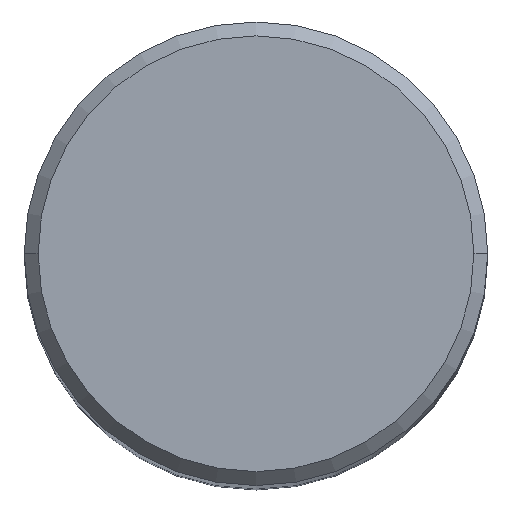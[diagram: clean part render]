
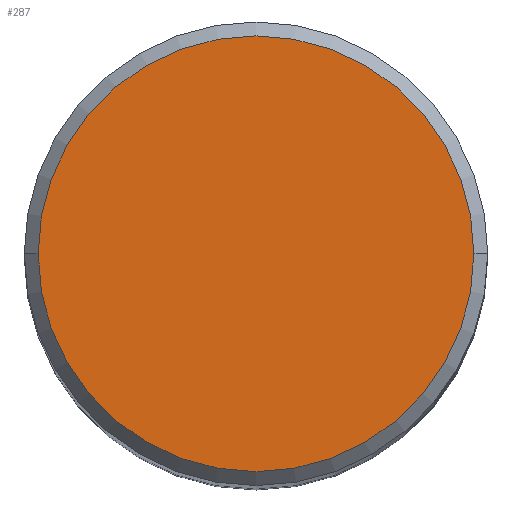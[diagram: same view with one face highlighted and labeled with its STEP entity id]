
A CAD part, top view. The second image highlights one B-rep face of the part: STEP entity #287.
In plain terms, the highlighted planar face has unit normal (0, 0, 1).
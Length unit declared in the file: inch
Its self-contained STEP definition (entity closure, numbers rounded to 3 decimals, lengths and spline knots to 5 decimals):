
#5 = CARTESIAN_POINT ( 'NONE',  ( 0., 0., 3. ) ) ;
#47 = CARTESIAN_POINT ( 'NONE',  ( 0., 0., 3. ) ) ;
#49 = AXIS2_PLACEMENT_3D ( 'NONE', #47, #102, #154 ) ;
#64 = CARTESIAN_POINT ( 'NONE',  ( 0., 0., 3. ) ) ;
#66 = VERTEX_POINT ( 'NONE', #206 ) ;
#102 = DIRECTION ( 'NONE',  ( 0., 0., 1. ) ) ;
#103 = DIRECTION ( 'NONE',  ( 1., 0., 0. ) ) ;
#110 = AXIS2_PLACEMENT_3D ( 'NONE', #5, #278, #103 ) ;
#121 = ORIENTED_EDGE ( 'NONE', *, *, #126, .T. ) ;
#126 = EDGE_CURVE ( 'NONE', #66, #268, #135, .T. ) ;
#135 = CIRCLE ( 'NONE', #110, 0.235 ) ;
#154 = DIRECTION ( 'NONE',  ( 1., 0., 0. ) ) ;
#161 = PLANE ( 'NONE',  #187 ) ;
#187 = AXIS2_PLACEMENT_3D ( 'NONE', #64, #242, #246 ) ;
#206 = CARTESIAN_POINT ( 'NONE',  ( -0.235, 0., 3. ) ) ;
#214 = FACE_OUTER_BOUND ( 'NONE', #312, .T. ) ;
#234 = CIRCLE ( 'NONE', #49, 0.235 ) ;
#242 = DIRECTION ( 'NONE',  ( 0., 0., 1. ) ) ;
#246 = DIRECTION ( 'NONE',  ( 1., 0., 0. ) ) ;
#268 = VERTEX_POINT ( 'NONE', #313 ) ;
#278 = DIRECTION ( 'NONE',  ( 0., 0., 1. ) ) ;
#287 = ADVANCED_FACE ( 'NONE', ( #214 ), #161, .T. ) ;
#309 = EDGE_CURVE ( 'NONE', #268, #66, #234, .T. ) ;
#312 = EDGE_LOOP ( 'NONE', ( #121, #322 ) ) ;
#313 = CARTESIAN_POINT ( 'NONE',  ( 0.235, 0., 3. ) ) ;
#322 = ORIENTED_EDGE ( 'NONE', *, *, #309, .T. ) ;
